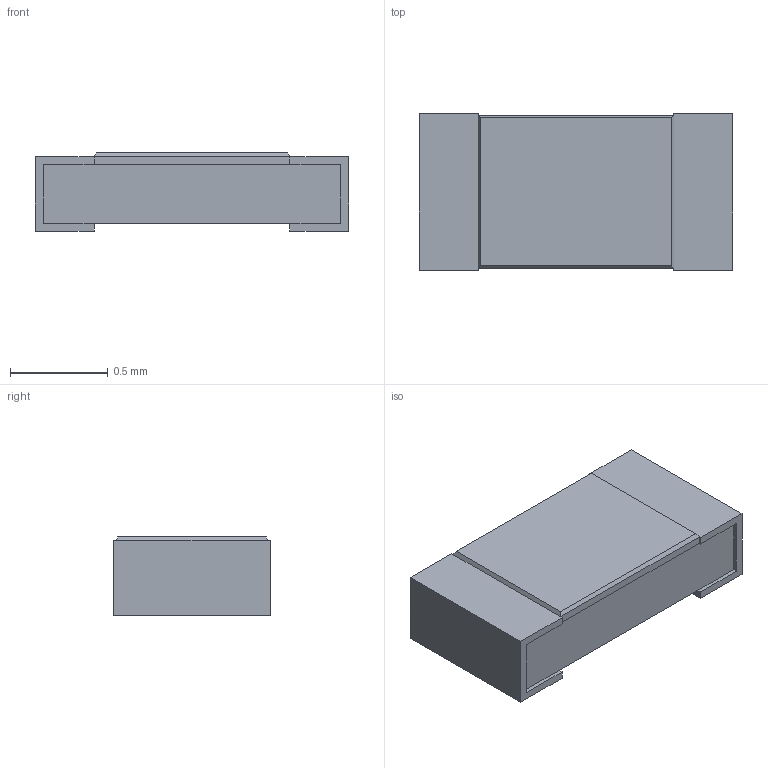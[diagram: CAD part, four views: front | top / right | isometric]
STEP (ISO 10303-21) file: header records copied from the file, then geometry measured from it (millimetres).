
FILE_DESCRIPTION(('FreeCAD Model'),'2;1');
FILE_NAME('RES_0603L8.stp','2016-01-27T22:41:24',('FreeCAD'),('FreeCAD'), 'Open CASCADE STEP processor 6.8','FreeCAD','Unknown');
FILE_SCHEMA(('AUTOMOTIVE_DESIGN_CC2 { 1 2 10303 214 -1 1 5 4 }'));
Length unit declared in the file: millimetre
Products named in the file (1): Open CASCADE STEP translator 6.8 402
Bounding box: 1.6 x 0.8 x 0.4 mm (x, y, z)
Volume: 0.5 mm3; surface area: 4.4 mm2
Topology: 1 solids, 1 shells, 36 faces, 90 edges, 56 vertices
Faces by surface type: plane 36
Entity records: 1948 total; most frequent: CARTESIAN_POINT 633, B_SPLINE_CURVE_WITH_KNOTS 270, ORIENTED_EDGE 180, PCURVE 180, DEFINITIONAL_REPRESENTATION 180, EDGE_CURVE 90, SURFACE_CURVE 90, DIRECTION 74
